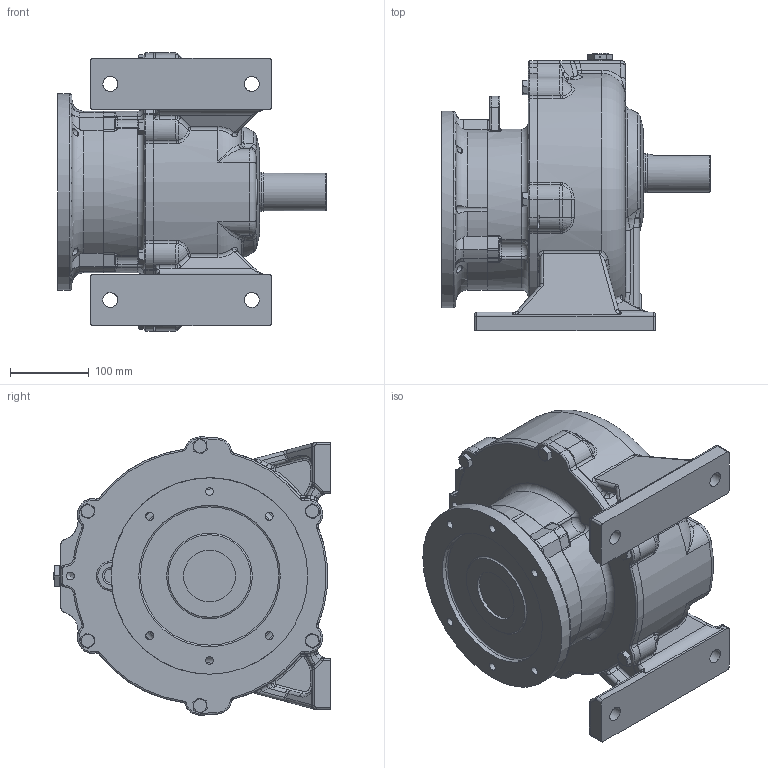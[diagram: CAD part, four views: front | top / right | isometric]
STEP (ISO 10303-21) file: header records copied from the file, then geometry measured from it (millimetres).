
FILE_DESCRIPTION (( 'STEP AP214' ), '1' );
FILE_NAME ('FN_FHI_3.7_R30.stp', '2022-06-23T00:18:11', ( 'Windows 餌辨濠' ), ( '' ), 'SwSTEP 2.0', 'SolidWorks 2021', '' );
FILE_SCHEMA (( 'AUTOMOTIVE_DESIGN' ));
Length unit declared in the file: millimetre
Products named in the file (1): FN_FHI_3.7_R30
Bounding box: 342 x 352.5 x 354 mm (x, y, z)
Volume: 16236657.4 mm3; surface area: 827541.7 mm2
Topology: 13 solids, 14 shells, 958 faces, 2322 edges, 1373 vertices
Faces by surface type: cylinder 295, bspline 258, plane 205, torus 142, cone 56, sphere 2
Full cylindrical faces by diameter (mm): 1.5 x1, 6.8 x3, 8.376 x6, 9 x3, 10 x8, 10.2 x6, 12 x6, 15.806 x2, 18 x2, 19 x4, 26 x1, 48 x1, 50 x1, 54.8 x1, 66 x1, 68 x1, 72 x2, 180 x1, 250 x1, 270 x1, 302 x1, 307 x1
Entity records: 51064 total; most frequent: CARTESIAN_POINT 31218, ORIENTED_EDGE 4192, DIRECTION 3712, EDGE_CURVE 2096, AXIS2_PLACEMENT_3D 1550, VERTEX_POINT 1315, EDGE_LOOP 1153, FACE_OUTER_BOUND 1034
